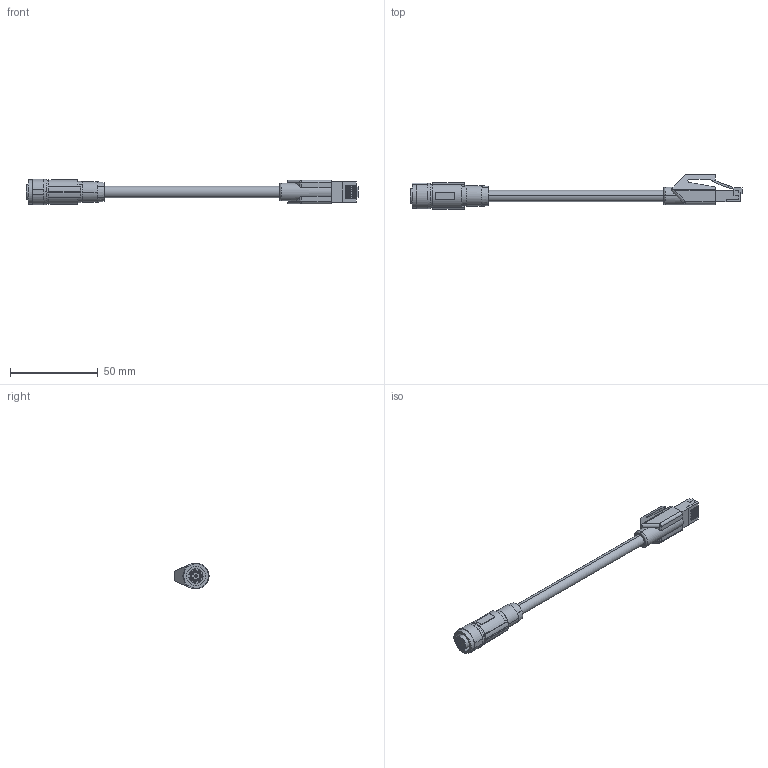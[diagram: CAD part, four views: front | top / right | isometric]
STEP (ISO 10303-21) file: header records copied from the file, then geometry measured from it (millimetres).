
FILE_DESCRIPTION(('SolidDesigner STEP Export'),'2;1');
FILE_NAME('1407443_NBC_FS__1.0_94B_R4AC_SCO-select.stp','2013-04-10T15:51:00',(''),(''),'Creo Elements/Direct Modeling STEP processor for AP214 (Solid Model)','Creo Elements/Direct Modeling 18.1 06-May-2012 (C) Parametric Technology GmbH','');
FILE_SCHEMA(('AUTOMOTIVE_DESIGN { 1 0 10303 214 1 1 1 1 }'));
Length unit declared in the file: millimetre
Products named in the file (1): 1407443_NBC_FS__1.0_94B_R4AC_SCO-select
Bounding box: 189.15 x 19.5 x 14.79 mm (x, y, z)
Volume: 14378.1 mm3; surface area: 7474.3 mm2
Topology: 1 solids, 1 shells, 259 faces, 686 edges, 450 vertices
Faces by surface type: plane 170, cylinder 65, cone 20, sphere 2, torus 2
Entity records: 10601 total; most frequent: CARTESIAN_POINT 2342, ORIENTED_EDGE 1368, DIRECTION 1167, EDGE_CURVE 684, VERTEX_POINT 450, VECTOR 441, LINE 441, AXIS2_PLACEMENT_3D 363
